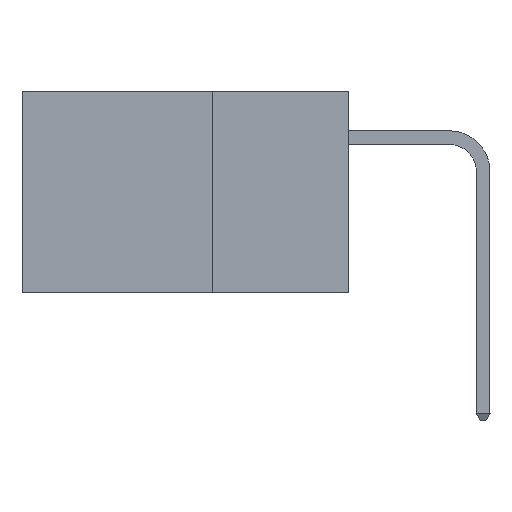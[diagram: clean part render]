
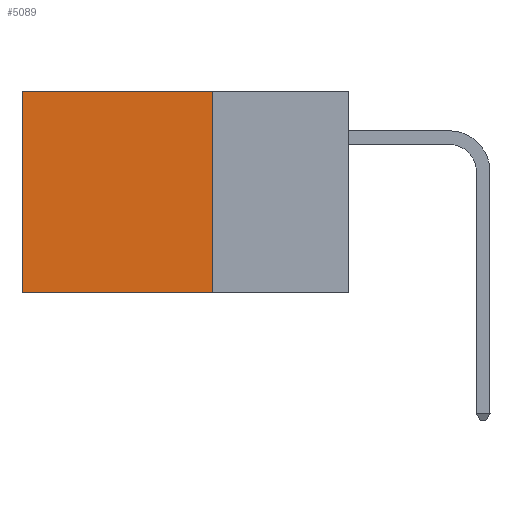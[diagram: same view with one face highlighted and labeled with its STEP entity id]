
A CAD part, left-side view. The second image highlights one B-rep face of the part: STEP entity #5089.
In plain terms, the highlighted planar face has unit normal (-1, 0, 0).
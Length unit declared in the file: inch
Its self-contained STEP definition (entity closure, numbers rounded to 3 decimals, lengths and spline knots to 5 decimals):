
#772 = CARTESIAN_POINT ( 'NONE',  ( 0.2875, 0.25, 0. ) ) ;
#778 = DIRECTION ( 'NONE',  ( 0., 0., -1. ) ) ;
#1015 = VECTOR ( 'NONE', #12504, 39.37008 ) ;
#1322 = DIRECTION ( 'NONE',  ( 0., 1., 0. ) ) ;
#1741 = ORIENTED_EDGE ( 'NONE', *, *, #3895, .T. ) ;
#1873 = VECTOR ( 'NONE', #9315, 39.37008 ) ;
#1928 = DIRECTION ( 'NONE',  ( 0., 0., -1. ) ) ;
#2113 = CARTESIAN_POINT ( 'NONE',  ( 0.2875, 0.25, 0. ) ) ;
#2286 = AXIS2_PLACEMENT_3D ( 'NONE', #2113, #11890, #1928 ) ;
#3179 = VERTEX_POINT ( 'NONE', #8868 ) ;
#3356 = CARTESIAN_POINT ( 'NONE',  ( 0.2875, 0.6, 0. ) ) ;
#3583 = CARTESIAN_POINT ( 'NONE',  ( 0.2875, 0.6, 0. ) ) ;
#3714 = LINE ( 'NONE', #8686, #1015 ) ;
#3803 = CARTESIAN_POINT ( 'NONE',  ( 0.2875, 0.25, 0. ) ) ;
#3895 = EDGE_CURVE ( 'NONE', #5967, #12405, #3714, .T. ) ;
#4473 = LINE ( 'NONE', #3356, #1873 ) ;
#4715 = EDGE_CURVE ( 'NONE', #3179, #5885, #7568, .T. ) ;
#4749 = EDGE_CURVE ( 'NONE', #12405, #5885, #4473, .T. ) ;
#4815 = ORIENTED_EDGE ( 'NONE', *, *, #4715, .F. ) ;
#5089 = ADVANCED_FACE ( 'NONE', ( #11958 ), #7101, .F. ) ;
#5885 = VERTEX_POINT ( 'NONE', #11661 ) ;
#5967 = VERTEX_POINT ( 'NONE', #772 ) ;
#6397 = ORIENTED_EDGE ( 'NONE', *, *, #12967, .F. ) ;
#6465 = VECTOR ( 'NONE', #1322, 39.37008 ) ;
#7101 = PLANE ( 'NONE',  #2286 ) ;
#7568 = LINE ( 'NONE', #11559, #6465 ) ;
#7617 = LINE ( 'NONE', #3803, #10612 ) ;
#8228 = EDGE_LOOP ( 'NONE', ( #8769, #4815, #6397, #1741 ) ) ;
#8686 = CARTESIAN_POINT ( 'NONE',  ( 0.2875, 0.25, 0. ) ) ;
#8769 = ORIENTED_EDGE ( 'NONE', *, *, #4749, .T. ) ;
#8868 = CARTESIAN_POINT ( 'NONE',  ( 0.2875, 0.25, -0.37 ) ) ;
#9315 = DIRECTION ( 'NONE',  ( 0., 0., -1. ) ) ;
#10612 = VECTOR ( 'NONE', #778, 39.37008 ) ;
#11559 = CARTESIAN_POINT ( 'NONE',  ( 0.2875, 0.25, -0.37 ) ) ;
#11661 = CARTESIAN_POINT ( 'NONE',  ( 0.2875, 0.6, -0.37 ) ) ;
#11890 = DIRECTION ( 'NONE',  ( 1., 0., 0. ) ) ;
#11958 = FACE_OUTER_BOUND ( 'NONE', #8228, .T. ) ;
#12405 = VERTEX_POINT ( 'NONE', #3583 ) ;
#12504 = DIRECTION ( 'NONE',  ( 0., 1., 0. ) ) ;
#12967 = EDGE_CURVE ( 'NONE', #5967, #3179, #7617, .T. ) ;
